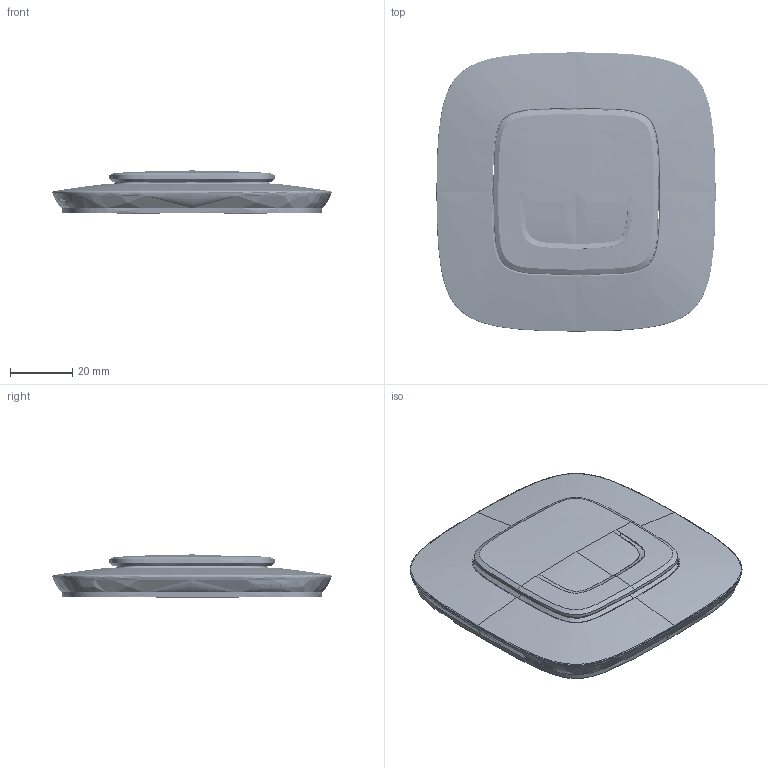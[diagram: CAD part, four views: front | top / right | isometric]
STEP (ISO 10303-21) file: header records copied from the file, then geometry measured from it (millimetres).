
FILE_DESCRIPTION(('CATIA V5 STEP Exchange','CAx-IF Rec.Pracs.--- Model Styling and Organization---1.5--- 2016-08-15','CAx-IF Rec.Pracs.---Supplemental Geometry---1.0---2011-11-01','CAx-IF Rec.Pracs.--- Composite Materials ---1.1---2010-07-15'),'2;1');
FILE_NAME('VA_7 525 96_84_85_90_91_86_89.stp','2021-10-01T11:47:18+00:00',('none'),('none'),'CATIA Version 5-6 Release 2020 SP3','CATIA V5 STEP AP214 v2','none');
FILE_SCHEMA(('AUTOMOTIVE_DESIGN { 1 0 10303 214 1 1 1 1 }'));
Products named in the file (1): VA_7 525 96_84_85_90_91_86_89
Bounding box: 89.76 x 89.76 x 13.84 mm (x, y, z)
Volume: 32594.6 mm3; surface area: 50168.2 mm2
Topology: 5 solids, 5 shells, 8992 faces, 25166 edges, 16334 vertices
Faces by surface type: plane 6467, cylinder 967, bspline 794, extrusion 298, cone 271, sphere 131, torus 64
Entity records: 365981 total; most frequent: CARTESIAN_POINT 157683, ORIENTED_EDGE 50078, DIRECTION 28943, EDGE_CURVE 25039, VERTEX_POINT 16334, VECTOR 13991, LINE 13693, B_SPLINE_CURVE_WITH_KNOTS 10542
